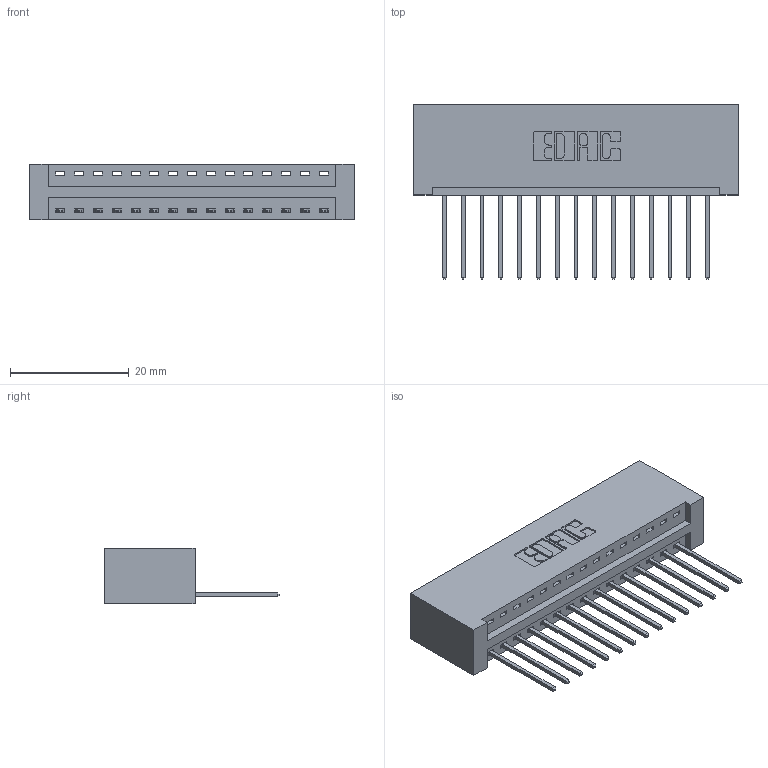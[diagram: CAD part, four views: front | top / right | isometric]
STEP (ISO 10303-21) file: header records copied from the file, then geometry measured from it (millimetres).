
FILE_DESCRIPTION (( 'STEP AP203' ), '1' );
FILE_NAME ('346-015-540-101.STEP', '2022-05-05T08:23:12', ( '' ), ( '' ), 'SwSTEP 2.0', 'SolidWorks 2020', '' );
FILE_SCHEMA (( 'CONFIG_CONTROL_DESIGN' ));
Length unit declared in the file: inch
Products named in the file (3): 346-015-540-101; 345-292-001_345-293-140; 346 Part_No Mounting Lugs
Assembly tree (16 placements, depth 2):
  346-015-540-101
    346 Part_No Mounting Lugs
    345-292-001_345-293-140  x15
Bounding box: 54.86 x 29.46 x 9.4 mm (x, y, z)
Volume: 5635.4 mm3; surface area: 6975.6 mm2
Topology: 16 solids, 16 shells, 984 faces, 2945 edges, 1942 vertices
Faces by surface type: plane 672, cylinder 312
Entity records: 12685 total; most frequent: CARTESIAN_POINT 2189, ORIENTED_EDGE 2138, DIRECTION 1959, EDGE_CURVE 1069, LINE 885, VECTOR 885, VERTEX_POINT 710, AXIS2_PLACEMENT_3D 537
